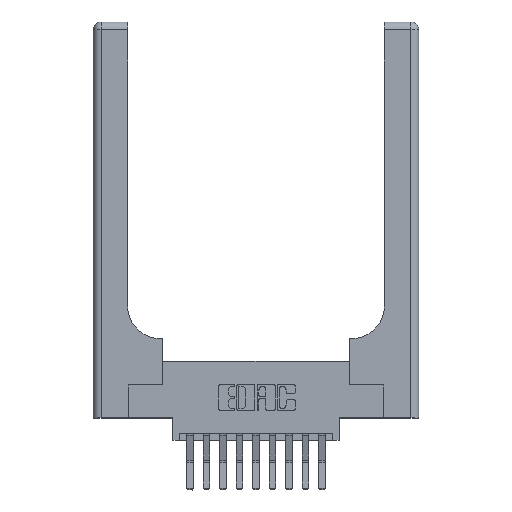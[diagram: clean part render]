
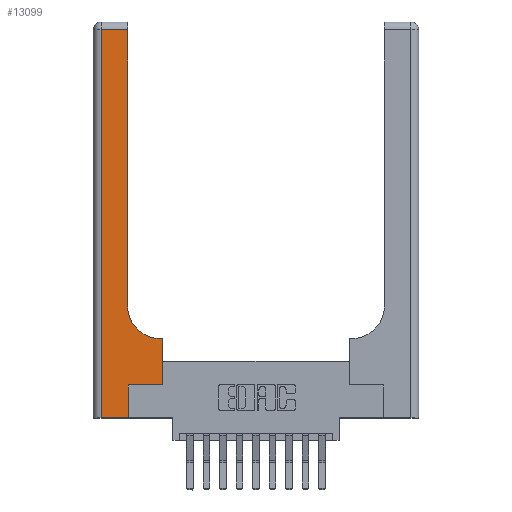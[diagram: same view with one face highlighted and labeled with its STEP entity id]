
A CAD part, top view. The second image highlights one B-rep face of the part: STEP entity #13099.
In plain terms, the highlighted planar face has unit normal (0, 0, 1).
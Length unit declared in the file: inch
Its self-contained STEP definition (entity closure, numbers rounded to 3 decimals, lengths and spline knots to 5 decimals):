
#894 = CARTESIAN_POINT ( 'NONE',  ( 0., 3., 0.37 ) ) ;
#1150 = ORIENTED_EDGE ( 'NONE', *, *, #14537, .T. ) ;
#1288 = LINE ( 'NONE', #9753, #10545 ) ;
#1330 = ORIENTED_EDGE ( 'NONE', *, *, #8896, .T. ) ;
#1367 = CARTESIAN_POINT ( 'NONE',  ( 0.51, 0.85, 0.37 ) ) ;
#1943 = CARTESIAN_POINT ( 'NONE',  ( 0., 0., 0.37 ) ) ;
#1946 = VERTEX_POINT ( 'NONE', #3718 ) ;
#2585 = DIRECTION ( 'NONE',  ( 1., 0., 0. ) ) ;
#2758 = CARTESIAN_POINT ( 'NONE',  ( 0.265, 0., 0.37 ) ) ;
#3017 = LINE ( 'NONE', #1943, #15558 ) ;
#3058 = EDGE_CURVE ( 'NONE', #1946, #14448, #7996, .T. ) ;
#3122 = CARTESIAN_POINT ( 'NONE',  ( 0.26, 3., 0.37 ) ) ;
#3165 = DIRECTION ( 'NONE',  ( 0., 1., 0. ) ) ;
#3175 = CARTESIAN_POINT ( 'NONE',  ( 0.26, 0.6, 0.37 ) ) ;
#3404 = ORIENTED_EDGE ( 'NONE', *, *, #10096, .T. ) ;
#3718 = CARTESIAN_POINT ( 'NONE',  ( 0.528, 0.25, 0.37 ) ) ;
#4066 = VECTOR ( 'NONE', #9979, 39.37008 ) ;
#4548 = ORIENTED_EDGE ( 'NONE', *, *, #6646, .T. ) ;
#4556 = DIRECTION ( 'NONE',  ( -1., 0., 0. ) ) ;
#4809 = VERTEX_POINT ( 'NONE', #7934 ) ;
#5005 = DIRECTION ( 'NONE',  ( -1., 0., 0. ) ) ;
#5481 = ORIENTED_EDGE ( 'NONE', *, *, #5947, .T. ) ;
#5603 = FACE_OUTER_BOUND ( 'NONE', #12124, .T. ) ;
#5664 = CARTESIAN_POINT ( 'NONE',  ( 0.26, 2.94, 0.37 ) ) ;
#5683 = VECTOR ( 'NONE', #14093, 39.37008 ) ;
#5947 = EDGE_CURVE ( 'NONE', #7312, #10955, #6437, .T. ) ;
#5983 = EDGE_CURVE ( 'NONE', #14448, #15611, #6059, .T. ) ;
#6059 = LINE ( 'NONE', #3175, #5683 ) ;
#6437 = LINE ( 'NONE', #3122, #9641 ) ;
#6646 = EDGE_CURVE ( 'NONE', #15113, #7455, #3017, .T. ) ;
#6785 = DIRECTION ( 'NONE',  ( 1., 0., 0. ) ) ;
#6807 = ORIENTED_EDGE ( 'NONE', *, *, #7530, .T. ) ;
#6827 = LINE ( 'NONE', #7550, #9662 ) ;
#7063 = CIRCLE ( 'NONE', #14498, 0.25 ) ;
#7312 = VERTEX_POINT ( 'NONE', #9350 ) ;
#7350 = VECTOR ( 'NONE', #5005, 39.37008 ) ;
#7455 = VERTEX_POINT ( 'NONE', #10832 ) ;
#7530 = EDGE_CURVE ( 'NONE', #10562, #1946, #1288, .T. ) ;
#7550 = CARTESIAN_POINT ( 'NONE',  ( 0.06, 3., 0.37 ) ) ;
#7934 = CARTESIAN_POINT ( 'NONE',  ( 0.06, 2.94, 0.37 ) ) ;
#7996 = LINE ( 'NONE', #9164, #13716 ) ;
#8896 = EDGE_CURVE ( 'NONE', #4809, #15113, #6827, .T. ) ;
#9117 = DIRECTION ( 'NONE',  ( 0., 1., 0. ) ) ;
#9164 = CARTESIAN_POINT ( 'NONE',  ( 0.528, 0.25, 0.37 ) ) ;
#9350 = CARTESIAN_POINT ( 'NONE',  ( 0.26, 0.85, 0.37 ) ) ;
#9641 = VECTOR ( 'NONE', #9117, 39.37008 ) ;
#9662 = VECTOR ( 'NONE', #13625, 39.37008 ) ;
#9753 = CARTESIAN_POINT ( 'NONE',  ( 0.265, 0.25, 0.37 ) ) ;
#9798 = DIRECTION ( 'NONE',  ( 0., 0., -1. ) ) ;
#9979 = DIRECTION ( 'NONE',  ( 0., 1., 0. ) ) ;
#10019 = ORIENTED_EDGE ( 'NONE', *, *, #3058, .T. ) ;
#10096 = EDGE_CURVE ( 'NONE', #10955, #4809, #14233, .T. ) ;
#10101 = LINE ( 'NONE', #2758, #4066 ) ;
#10545 = VECTOR ( 'NONE', #10987, 39.37008 ) ;
#10560 = PLANE ( 'NONE',  #14072 ) ;
#10562 = VERTEX_POINT ( 'NONE', #10962 ) ;
#10832 = CARTESIAN_POINT ( 'NONE',  ( 0.265, 0., 0.37 ) ) ;
#10951 = CARTESIAN_POINT ( 'NONE',  ( 0.51, 0.6, 0.37 ) ) ;
#10955 = VERTEX_POINT ( 'NONE', #5664 ) ;
#10962 = CARTESIAN_POINT ( 'NONE',  ( 0.265, 0.25, 0.37 ) ) ;
#10987 = DIRECTION ( 'NONE',  ( 1., 0., 0. ) ) ;
#11754 = ORIENTED_EDGE ( 'NONE', *, *, #15740, .T. ) ;
#11817 = DIRECTION ( 'NONE',  ( 0., 0., -1. ) ) ;
#12124 = EDGE_LOOP ( 'NONE', ( #5481, #3404, #1330, #4548, #11754, #6807, #10019, #13650, #1150 ) ) ;
#12265 = CARTESIAN_POINT ( 'NONE',  ( 0., 2.94, 0.37 ) ) ;
#13099 = ADVANCED_FACE ( 'NONE', ( #5603 ), #10560, .F. ) ;
#13625 = DIRECTION ( 'NONE',  ( 0., -1., 0. ) ) ;
#13650 = ORIENTED_EDGE ( 'NONE', *, *, #5983, .T. ) ;
#13716 = VECTOR ( 'NONE', #3165, 39.37008 ) ;
#14072 = AXIS2_PLACEMENT_3D ( 'NONE', #894, #11817, #4556 ) ;
#14093 = DIRECTION ( 'NONE',  ( -1., 0., 0. ) ) ;
#14233 = LINE ( 'NONE', #12265, #7350 ) ;
#14448 = VERTEX_POINT ( 'NONE', #14574 ) ;
#14498 = AXIS2_PLACEMENT_3D ( 'NONE', #1367, #9798, #2585 ) ;
#14537 = EDGE_CURVE ( 'NONE', #15611, #7312, #7063, .T. ) ;
#14574 = CARTESIAN_POINT ( 'NONE',  ( 0.528, 0.6, 0.37 ) ) ;
#14870 = CARTESIAN_POINT ( 'NONE',  ( 0.06, 0., 0.37 ) ) ;
#15113 = VERTEX_POINT ( 'NONE', #14870 ) ;
#15558 = VECTOR ( 'NONE', #6785, 39.37008 ) ;
#15611 = VERTEX_POINT ( 'NONE', #10951 ) ;
#15740 = EDGE_CURVE ( 'NONE', #7455, #10562, #10101, .T. ) ;
